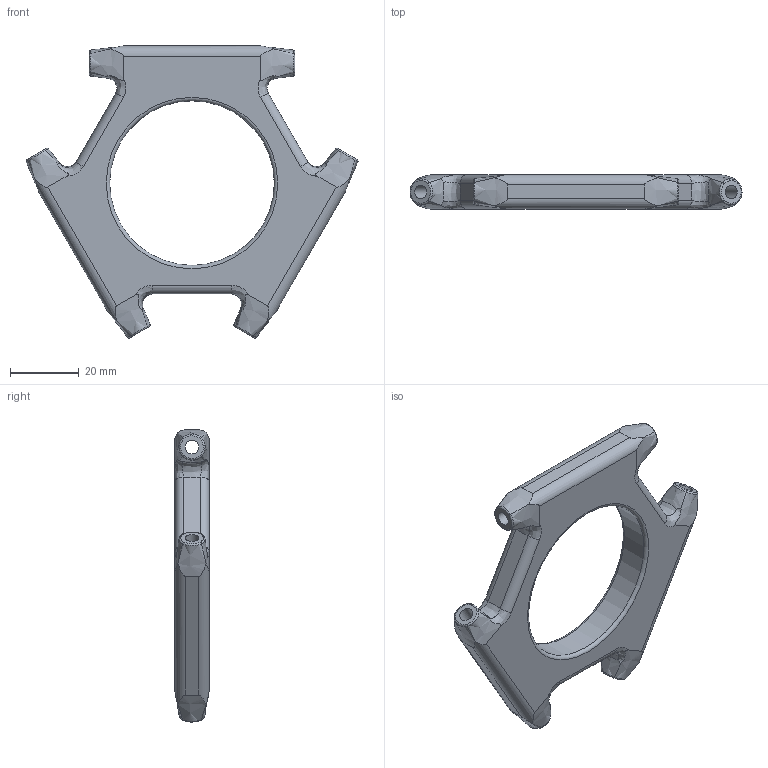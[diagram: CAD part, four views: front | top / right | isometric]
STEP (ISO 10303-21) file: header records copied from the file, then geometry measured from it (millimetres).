
FILE_DESCRIPTION(/* description */ (''),/* implementation_level */ '2;1');
FILE_NAME(/* name */ 'Effector_Base.step',/* time_stamp */ '2021-04-18T23:17:25+02:00',/* author */ (''),/* organization */ (''),/* preprocessor_version */ 'ST-DEVELOPER v18.1',/* originating_system */ 'Autodesk Translation Framework v10.6.0.1341',/* authorisation */ '');
FILE_SCHEMA (('AUTOMOTIVE_DESIGN { 1 0 10303 214 3 1 1 }'));
Length unit declared in the file: millimetre
Products named in the file (1): Effector_Base
Bounding box: 96.85 x 10 x 85.19 mm (x, y, z)
Volume: 28802 mm3; surface area: 12705.7 mm2
Topology: 1 solids, 1 shells, 98 faces, 252 edges, 156 vertices
Faces by surface type: bspline 66, cylinder 16, plane 14, torus 2
Full cylindrical faces by diameter (mm): 4 x3, 48 x1
Entity records: 5966 total; most frequent: CARTESIAN_POINT 4033, ORIENTED_EDGE 504, EDGE_CURVE 252, DIRECTION 188, B_SPLINE_CURVE_WITH_KNOTS 156, VERTEX_POINT 156, EDGE_LOOP 106, FACE_OUTER_BOUND 98
